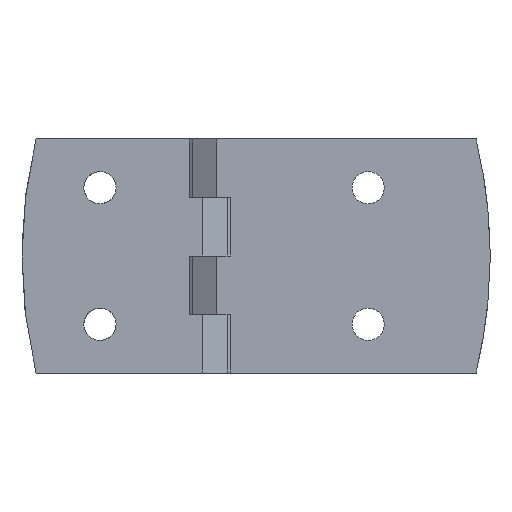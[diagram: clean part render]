
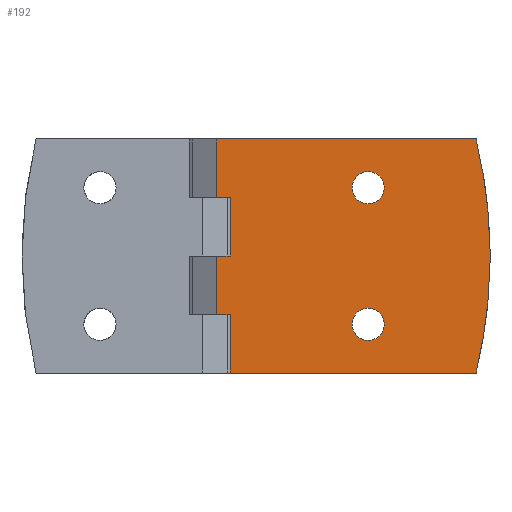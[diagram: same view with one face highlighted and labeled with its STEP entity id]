
A CAD part, front view. The second image highlights one B-rep face of the part: STEP entity #192.
In plain terms, the highlighted planar face has unit normal (0, -1, 0).
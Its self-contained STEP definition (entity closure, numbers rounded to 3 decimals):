
#192 = ADVANCED_FACE( '', ( #377, #378, #379 ), #380, .F. );
#377 = FACE_BOUND( '', #567, .T. );
#378 = FACE_BOUND( '', #568, .T. );
#379 = FACE_OUTER_BOUND( '', #569, .T. );
#380 = PLANE( '', #570 );
#567 = EDGE_LOOP( '', ( #884 ) );
#568 = EDGE_LOOP( '', ( #885 ) );
#569 = EDGE_LOOP( '', ( #886, #887, #888, #889, #890, #891, #892, #893, #894, #895, #896, #897 ) );
#570 = AXIS2_PLACEMENT_3D( '', #898, #899, #900 );
#884 = ORIENTED_EDGE( '', *, *, #1181, .T. );
#885 = ORIENTED_EDGE( '', *, *, #1179, .T. );
#886 = ORIENTED_EDGE( '', *, *, #1098, .T. );
#887 = ORIENTED_EDGE( '', *, *, #1106, .T. );
#888 = ORIENTED_EDGE( '', *, *, #1069, .T. );
#889 = ORIENTED_EDGE( '', *, *, #1182, .T. );
#890 = ORIENTED_EDGE( '', *, *, #1183, .F. );
#891 = ORIENTED_EDGE( '', *, *, #1082, .T. );
#892 = ORIENTED_EDGE( '', *, *, #1184, .F. );
#893 = ORIENTED_EDGE( '', *, *, #1151, .T. );
#894 = ORIENTED_EDGE( '', *, *, #1135, .T. );
#895 = ORIENTED_EDGE( '', *, *, #1185, .F. );
#896 = ORIENTED_EDGE( '', *, *, #1186, .F. );
#897 = ORIENTED_EDGE( '', *, *, #1091, .T. );
#898 = CARTESIAN_POINT( '', ( 1.4, -9., 24. ) );
#899 = DIRECTION( '', ( 0., 1., 0. ) );
#900 = DIRECTION( '', ( 0., 0., 1. ) );
#1069 = EDGE_CURVE( '', #1235, #1236, #1237, .T. );
#1082 = EDGE_CURVE( '', #1260, #1258, #1261, .F. );
#1091 = EDGE_CURVE( '', #1275, #1273, #1276, .T. );
#1098 = EDGE_CURVE( '', #1273, #1285, #1287, .T. );
#1106 = EDGE_CURVE( '', #1285, #1235, #1298, .T. );
#1135 = EDGE_CURVE( '', #1340, #1345, #1347, .T. );
#1151 = EDGE_CURVE( '', #1370, #1340, #1371, .T. );
#1179 = EDGE_CURVE( '', #1412, #1412, #1413, .T. );
#1181 = EDGE_CURVE( '', #1415, #1415, #1416, .T. );
#1182 = EDGE_CURVE( '', #1236, #1417, #1418, .F. );
#1183 = EDGE_CURVE( '', #1260, #1417, #1419, .T. );
#1184 = EDGE_CURVE( '', #1370, #1258, #1420, .T. );
#1185 = EDGE_CURVE( '', #1421, #1345, #1422, .T. );
#1186 = EDGE_CURVE( '', #1275, #1421, #1423, .T. );
#1235 = VERTEX_POINT( '', #1482 );
#1236 = VERTEX_POINT( '', #1483 );
#1237 = LINE( '', #1484, #1485 );
#1258 = VERTEX_POINT( '', #1517 );
#1260 = VERTEX_POINT( '', #1520 );
#1261 = CIRCLE( '', #1521, 101.62 );
#1273 = VERTEX_POINT( '', #1536 );
#1275 = VERTEX_POINT( '', #1539 );
#1276 = LINE( '', #1540, #1541 );
#1285 = VERTEX_POINT( '', #1551 );
#1287 = LINE( '', #1554, #1555 );
#1298 = LINE( '', #1648, #1649 );
#1340 = VERTEX_POINT( '', #1699 );
#1345 = VERTEX_POINT( '', #1705 );
#1347 = LINE( '', #1708, #1709 );
#1370 = VERTEX_POINT( '', #1994 );
#1371 = LINE( '', #1995, #1996 );
#1412 = VERTEX_POINT( '', #2058 );
#1413 = CIRCLE( '', #2059, 3.3 );
#1415 = VERTEX_POINT( '', #2061 );
#1416 = CIRCLE( '', #2062, 3.3 );
#1417 = VERTEX_POINT( '', #2063 );
#1418 = CIRCLE( '', #2064, 101.62 );
#1419 = LINE( '', #2065, #2066 );
#1420 = LINE( '', #2067, #2068 );
#1421 = VERTEX_POINT( '', #2069 );
#1422 = LINE( '', #2070, #2071 );
#1423 = LINE( '', #2072, #2073 );
#1482 = CARTESIAN_POINT( '', ( 4.2, -9., -24. ) );
#1483 = CARTESIAN_POINT( '', ( 54.625, -9., -24. ) );
#1484 = CARTESIAN_POINT( '', ( 1.4, -9., -24. ) );
#1485 = VECTOR( '', #2130, 1000. );
#1517 = CARTESIAN_POINT( '', ( 54.625, -9., 24. ) );
#1520 = CARTESIAN_POINT( '', ( 57.49, -9., 1.426 ) );
#1521 = AXIS2_PLACEMENT_3D( '', #2144, #2145, #2146 );
#1536 = CARTESIAN_POINT( '', ( 1.4, -9., -12. ) );
#1539 = CARTESIAN_POINT( '', ( 1.4, -9., 0. ) );
#1540 = CARTESIAN_POINT( '', ( 1.4, -9., 24. ) );
#1541 = VECTOR( '', #2157, 1000. );
#1551 = CARTESIAN_POINT( '', ( 4.2, -9., -12. ) );
#1554 = CARTESIAN_POINT( '', ( 1.4, -9., -12. ) );
#1555 = VECTOR( '', #2169, 1000. );
#1648 = CARTESIAN_POINT( '', ( 4.2, -9., 24. ) );
#1649 = VECTOR( '', #2177, 1000. );
#1699 = CARTESIAN_POINT( '', ( 1.4, -9., 12. ) );
#1705 = CARTESIAN_POINT( '', ( 4.2, -9., 12. ) );
#1708 = CARTESIAN_POINT( '', ( 1.4, -9., 12. ) );
#1709 = VECTOR( '', #2227, 1000. );
#1994 = CARTESIAN_POINT( '', ( 1.4, -9., 24. ) );
#1995 = CARTESIAN_POINT( '', ( 1.4, -9., 24. ) );
#1996 = VECTOR( '', #2241, 1000. );
#2058 = CARTESIAN_POINT( '', ( 32.5, -9., 17.3 ) );
#2059 = AXIS2_PLACEMENT_3D( '', #2277, #2278, #2279 );
#2061 = CARTESIAN_POINT( '', ( 32.5, -9., -10.7 ) );
#2062 = AXIS2_PLACEMENT_3D( '', #2280, #2281, #2282 );
#2063 = CARTESIAN_POINT( '', ( 57.49, -9., -1.426 ) );
#2064 = AXIS2_PLACEMENT_3D( '', #2283, #2284, #2285 );
#2065 = CARTESIAN_POINT( '', ( 57.49, -9., 24. ) );
#2066 = VECTOR( '', #2286, 1000. );
#2067 = CARTESIAN_POINT( '', ( 1.4, -9., 24. ) );
#2068 = VECTOR( '', #2287, 1000. );
#2069 = CARTESIAN_POINT( '', ( 4.2, -9., 0. ) );
#2070 = CARTESIAN_POINT( '', ( 4.2, -9., 24. ) );
#2071 = VECTOR( '', #2288, 1000. );
#2072 = CARTESIAN_POINT( '', ( 1.4, -9., 0. ) );
#2073 = VECTOR( '', #2289, 1000. );
#2130 = DIRECTION( '', ( 1., 0., 0. ) );
#2144 = CARTESIAN_POINT( '', ( -44.12, -9., 0. ) );
#2145 = DIRECTION( '', ( 0., 1., 0. ) );
#2146 = DIRECTION( '', ( 0., 0., 1. ) );
#2157 = DIRECTION( '', ( 0., 0., -1. ) );
#2169 = DIRECTION( '', ( 1., 0., 0. ) );
#2177 = DIRECTION( '', ( 0., 0., -1. ) );
#2227 = DIRECTION( '', ( 1., 0., 0. ) );
#2241 = DIRECTION( '', ( 0., 0., -1. ) );
#2277 = CARTESIAN_POINT( '', ( 32.5, -9., 14. ) );
#2278 = DIRECTION( '', ( 0., 1., 0. ) );
#2279 = DIRECTION( '', ( 0., 0., 1. ) );
#2280 = CARTESIAN_POINT( '', ( 32.5, -9., -14. ) );
#2281 = DIRECTION( '', ( 0., 1., 0. ) );
#2282 = DIRECTION( '', ( 0., 0., 1. ) );
#2283 = CARTESIAN_POINT( '', ( -44.12, -9., 0. ) );
#2284 = DIRECTION( '', ( 0., 1., 0. ) );
#2285 = DIRECTION( '', ( 0., 0., 1. ) );
#2286 = DIRECTION( '', ( 0., 0., -1. ) );
#2287 = DIRECTION( '', ( 1., 0., 0. ) );
#2288 = DIRECTION( '', ( 0., 0., 1. ) );
#2289 = DIRECTION( '', ( 1., 0., 0. ) );
